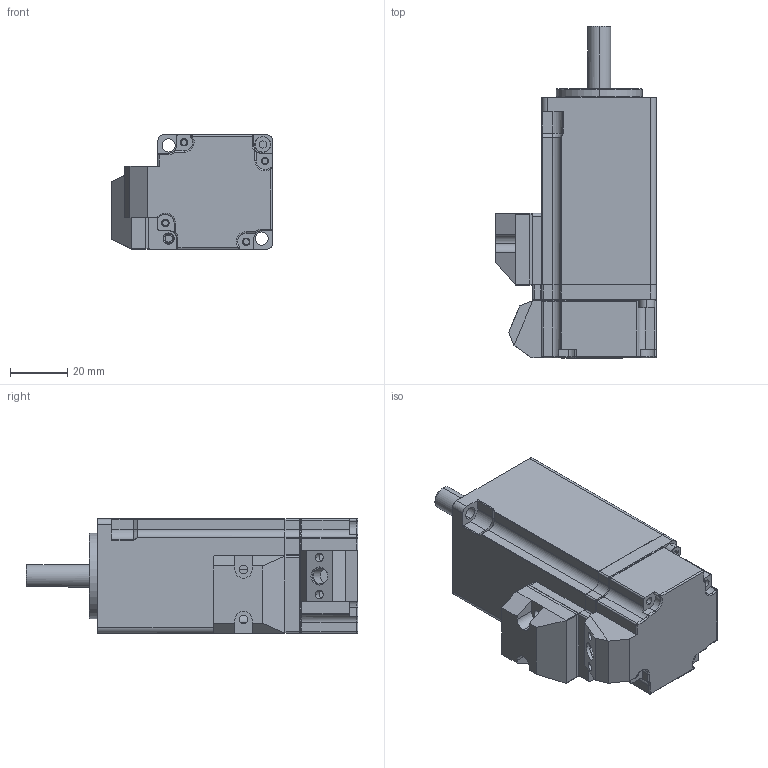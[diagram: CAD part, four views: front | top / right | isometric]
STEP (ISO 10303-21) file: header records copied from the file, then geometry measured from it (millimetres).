
FILE_DESCRIPTION (( 'STEP AP203' ), '1' );
FILE_NAME ('MS6H-40-CS(M)30B1-20P1萇儂菴媼唳.STEP', '2020-04-23T08:49:10', ( '' ), ( '' ), 'SwSTEP 2.0', 'SolidWorks 2016', '' );
FILE_SCHEMA (( 'CONFIG_CONTROL_DESIGN' ));
Length unit declared in the file: millimetre
Products named in the file (1): MS6H-40-CS(M)30B1-20P1萇儂菴媼唳
Bounding box: 56.2 x 116 x 40 mm (x, y, z)
Surface area: 25570.2 mm2 (no closed solid volume)
Topology: 0 solids, 132 shells, 913 faces, 3061 edges, 2256 vertices
Faces by surface type: cylinder 466, plane 393, torus 22, cone 19, sphere 8, bspline 5
Entity records: 34002 total; most frequent: CARTESIAN_POINT 7044, DIRECTION 6102, ORIENTED_EDGE 4583, EDGE_CURVE 3052, VERTEX_POINT 2254, AXIS2_PLACEMENT_3D 2194, VECTOR 1714, LINE 1714
